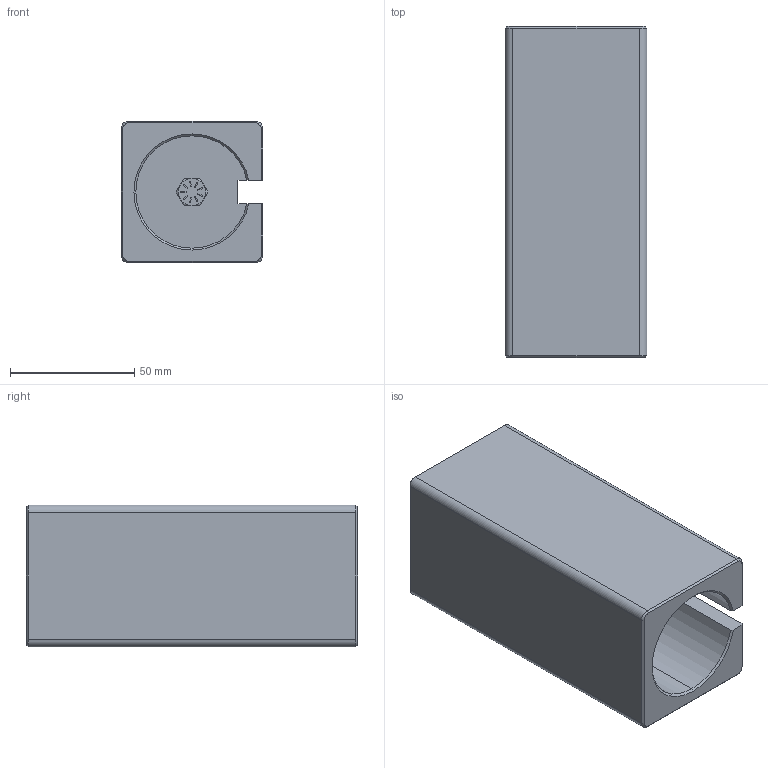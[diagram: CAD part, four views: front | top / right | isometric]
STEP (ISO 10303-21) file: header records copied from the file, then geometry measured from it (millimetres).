
FILE_DESCRIPTION (( 'STEP AP214' ), '1' );
FILE_NAME ('am-3826a Aluminum Pinion Press Tool.STEP', '2018-08-28T17:36:51', ( '' ), ( '' ), 'SwSTEP 2.0', 'SolidWorks 2018', '' );
FILE_SCHEMA (( 'AUTOMOTIVE_DESIGN' ));
Length unit declared in the file: inch
Products named in the file (3): am-1453; am-3826a Aluminum Pinion Press Tool; Aluminum Pinion Press Tool for RS550 and RS775 class motors Rev3
Assembly tree (3 placements, depth 2):
  am-3826a Aluminum Pinion Press Tool
    Aluminum Pinion Press Tool for RS550 and RS775 class motors Rev3
    am-1453  x2
Bounding box: 57.15 x 133.35 x 57.15 mm (x, y, z)
Volume: 272011 mm3; surface area: 52297.9 mm2
Topology: 3 solids, 3 shells, 314 faces, 825 edges, 538 vertices
Faces by surface type: plane 136, cylinder 104, bspline 40, cone 34
Entity records: 10545 total; most frequent: CARTESIAN_POINT 5215, ORIENTED_EDGE 1166, DIRECTION 916, EDGE_CURVE 583, VERTEX_POINT 379, LINE 334, VECTOR 334, AXIS2_PLACEMENT_3D 291
